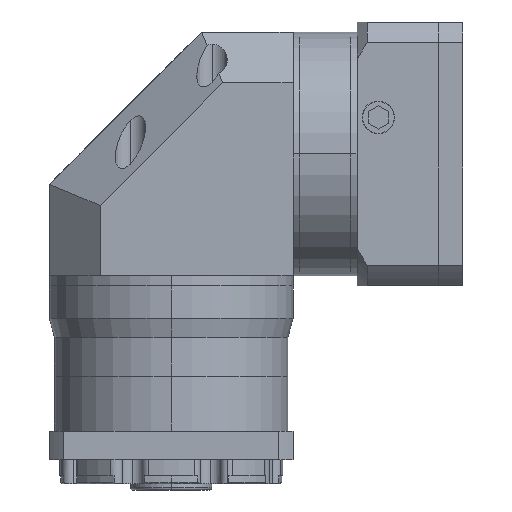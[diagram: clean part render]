
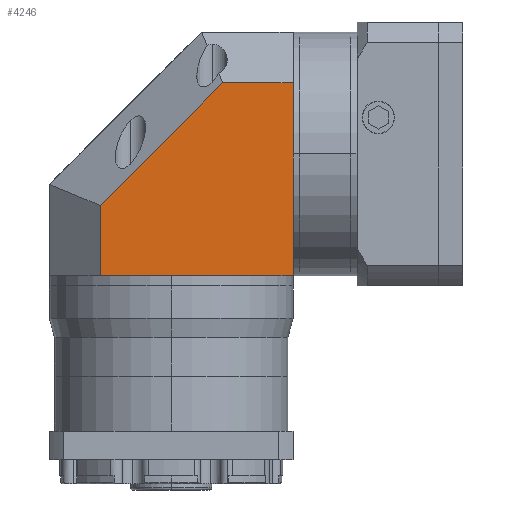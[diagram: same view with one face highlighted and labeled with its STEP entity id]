
A CAD part, left-side view. The second image highlights one B-rep face of the part: STEP entity #4246.
In plain terms, the highlighted planar face has unit normal (-1, 0, 0).
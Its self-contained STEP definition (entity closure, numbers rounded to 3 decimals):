
#136 = LINE ( 'NONE', #12656, #16046 ) ;
#412 = VECTOR ( 'NONE', #14567, 1000. ) ;
#601 = VECTOR ( 'NONE', #15120, 1000. ) ;
#1499 = ORIENTED_EDGE ( 'NONE', *, *, #13979, .T. ) ;
#1690 = CARTESIAN_POINT ( 'NONE',  ( -60., 60., -60. ) ) ;
#2136 = PLANE ( 'NONE',  #14165 ) ;
#3014 = VERTEX_POINT ( 'NONE', #3222 ) ;
#3222 = CARTESIAN_POINT ( 'NONE',  ( -60., 35., -25.355 ) ) ;
#3391 = DIRECTION ( 'NONE',  ( -1., 0., 0. ) ) ;
#3471 = DIRECTION ( 'NONE',  ( 0., 0., 1. ) ) ;
#3561 = VERTEX_POINT ( 'NONE', #6579 ) ;
#3822 = CARTESIAN_POINT ( 'NONE',  ( -60., 64.822, -55.178 ) ) ;
#3923 = VECTOR ( 'NONE', #14235, 1000. ) ;
#4162 = VERTEX_POINT ( 'NONE', #14908 ) ;
#4237 = EDGE_CURVE ( 'NONE', #9170, #10214, #7216, .T. ) ;
#4246 = ADVANCED_FACE ( 'NONE', ( #13206 ), #2136, .T. ) ;
#5936 = CARTESIAN_POINT ( 'NONE',  ( -60., -60., 0. ) ) ;
#6279 = ORIENTED_EDGE ( 'NONE', *, *, #15525, .T. ) ;
#6312 = DIRECTION ( 'NONE',  ( 0., 1., 0. ) ) ;
#6579 = CARTESIAN_POINT ( 'NONE',  ( -60., -25.355, 35. ) ) ;
#7216 = LINE ( 'NONE', #8389, #601 ) ;
#7468 = ORIENTED_EDGE ( 'NONE', *, *, #14914, .T. ) ;
#7503 = ORIENTED_EDGE ( 'NONE', *, *, #4237, .T. ) ;
#8389 = CARTESIAN_POINT ( 'NONE',  ( -60., -60., -60. ) ) ;
#8721 = LINE ( 'NONE', #3822, #15020 ) ;
#8724 = VERTEX_POINT ( 'NONE', #9591 ) ;
#9074 = ORIENTED_EDGE ( 'NONE', *, *, #12403, .T. ) ;
#9170 = VERTEX_POINT ( 'NONE', #5936 ) ;
#9316 = EDGE_CURVE ( 'NONE', #10214, #3561, #136, .T. ) ;
#9556 = CARTESIAN_POINT ( 'NONE',  ( -60., 35., -60. ) ) ;
#9591 = CARTESIAN_POINT ( 'NONE',  ( -60., 35., -60. ) ) ;
#9750 = CARTESIAN_POINT ( 'NONE',  ( -60., -60., -60. ) ) ;
#10123 = DIRECTION ( 'NONE',  ( 0., 0.707, -0.707 ) ) ;
#10214 = VERTEX_POINT ( 'NONE', #15957 ) ;
#10510 = ORIENTED_EDGE ( 'NONE', *, *, #9316, .T. ) ;
#10962 = CARTESIAN_POINT ( 'NONE',  ( -60., 60., -60. ) ) ;
#11010 = VECTOR ( 'NONE', #3471, 1000. ) ;
#11812 = LINE ( 'NONE', #9750, #11010 ) ;
#12230 = DIRECTION ( 'NONE',  ( 0., -1., 0. ) ) ;
#12403 = EDGE_CURVE ( 'NONE', #3561, #3014, #8721, .T. ) ;
#12656 = CARTESIAN_POINT ( 'NONE',  ( -60., 60., 35. ) ) ;
#13206 = FACE_OUTER_BOUND ( 'NONE', #14764, .T. ) ;
#13979 = EDGE_CURVE ( 'NONE', #8724, #4162, #14411, .T. ) ;
#14165 = AXIS2_PLACEMENT_3D ( 'NONE', #10962, #3391, #12230 ) ;
#14180 = LINE ( 'NONE', #9556, #412 ) ;
#14235 = DIRECTION ( 'NONE',  ( 0., -1., 0. ) ) ;
#14411 = LINE ( 'NONE', #1690, #3923 ) ;
#14567 = DIRECTION ( 'NONE',  ( 0., 0., -1. ) ) ;
#14764 = EDGE_LOOP ( 'NONE', ( #9074, #7468, #1499, #6279, #7503, #10510 ) ) ;
#14908 = CARTESIAN_POINT ( 'NONE',  ( -60., -60., -60. ) ) ;
#14914 = EDGE_CURVE ( 'NONE', #3014, #8724, #14180, .T. ) ;
#15020 = VECTOR ( 'NONE', #10123, 1000. ) ;
#15120 = DIRECTION ( 'NONE',  ( 0., 0., 1. ) ) ;
#15525 = EDGE_CURVE ( 'NONE', #4162, #9170, #11812, .T. ) ;
#15957 = CARTESIAN_POINT ( 'NONE',  ( -60., -60., 35. ) ) ;
#16046 = VECTOR ( 'NONE', #6312, 1000. ) ;
